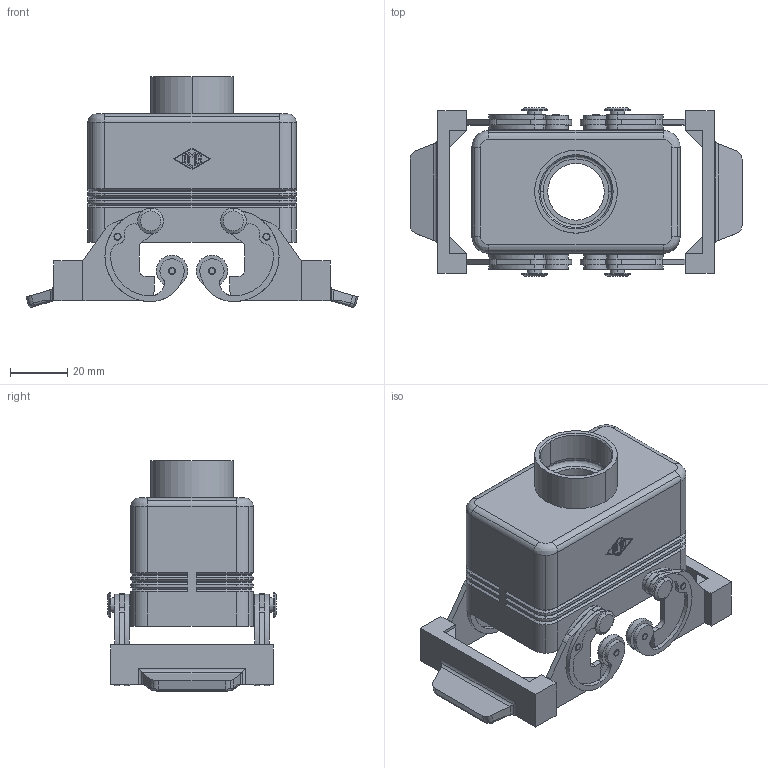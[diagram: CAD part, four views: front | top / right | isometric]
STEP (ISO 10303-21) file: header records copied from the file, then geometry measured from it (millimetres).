
FILE_DESCRIPTION((''),'2;1');
FILE_NAME('MHV 10 X25.stp','2006-12-21T09:10:55',('gembarski'),(''),'Autodesk Inventor 7','Autodesk Inventor 7','');
FILE_SCHEMA(('AUTOMOTIVE_DESIGN { 1 0 10303 214 1 1 1 1 }'));
Length unit declared in the file: millimetre
Products named in the file (1): CHV Tüllengehäuse 2 Bügel für einen Einsatz
Bounding box: 116.32 x 59 x 80.71 mm (x, y, z)
Volume: 66402.1 mm3; surface area: 43476.7 mm2
Topology: 1 solids, 5 shells, 738 faces, 1902 edges, 1207 vertices
Faces by surface type: bspline 262, plane 215, cylinder 191, cone 54, torus 16
Entity records: 25453 total; most frequent: CARTESIAN_POINT 7628, ORIENTED_EDGE 3788, DIRECTION 3701, EDGE_CURVE 1894, AXIS2_PLACEMENT_3D 1334, VERTEX_POINT 1207, VECTOR 1033, LINE 1033
